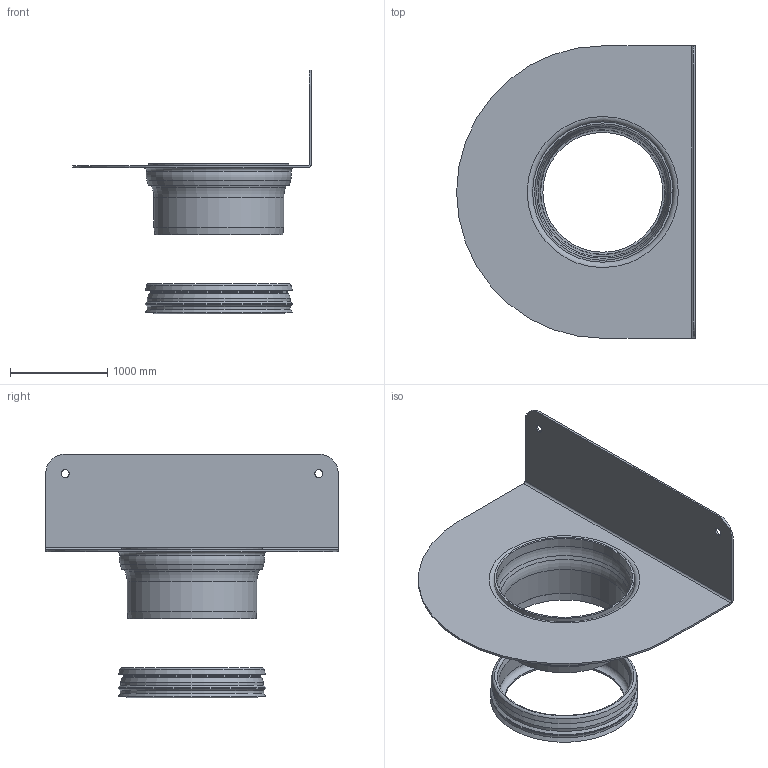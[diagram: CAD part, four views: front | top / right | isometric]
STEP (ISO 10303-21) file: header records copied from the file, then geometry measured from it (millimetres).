
FILE_DESCRIPTION(/* description */ (''),/* implementation_level */ '2;1');
FILE_NAME(/* name */ '20430.100X_3D.stp',/* time_stamp */ '2024-12-12T08:12:36+01:00',/* author */ ('CAD'),/* organization */ (''),/* preprocessor_version */ 'ST-DEVELOPER v20',/* originating_system */ 'AutoCAD Mechanical',/* authorisation */ '');
FILE_SCHEMA (('AUTOMOTIVE_DESIGN { 1 0 10303 214 3 1 1 }'));
Length unit declared in the file: centimetre
Products named in the file (2): Product; *S0
Assembly tree (1 placements, depth 2):
  Product
    *S0
Bounding box: 2450 x 3000 x 2500 mm (x, y, z)
Volume: 310880303.4 mm3; surface area: 27597892.2 mm2
Topology: 3 solids, 3 shells, 61 faces, 147 edges, 96 vertices
Faces by surface type: cylinder 17, torus 16, cone 15, plane 13
Full cylindrical faces by diameter (mm): 80 x2, 1230 x1, 1290 x1, 1330 x1, 1350 x1, 1400 x2, 1440 x1, 1466 x1, 1470 x1, 1514 x1
Entity records: 1908 total; most frequent: DIRECTION 373, CARTESIAN_POINT 307, ORIENTED_EDGE 290, AXIS2_PLACEMENT_3D 162, EDGE_CURVE 145, CIRCLE 98, VERTEX_POINT 92, EDGE_LOOP 73
